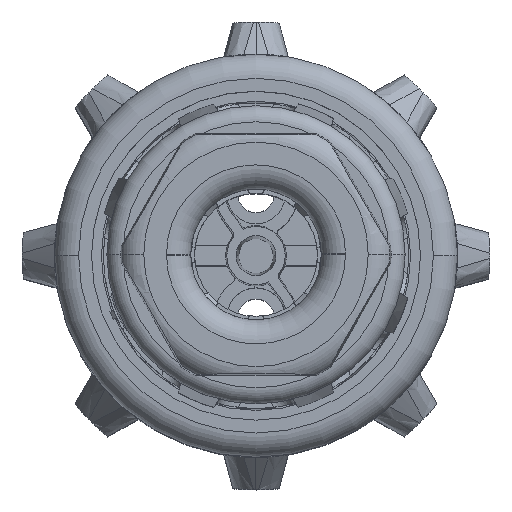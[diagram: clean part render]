
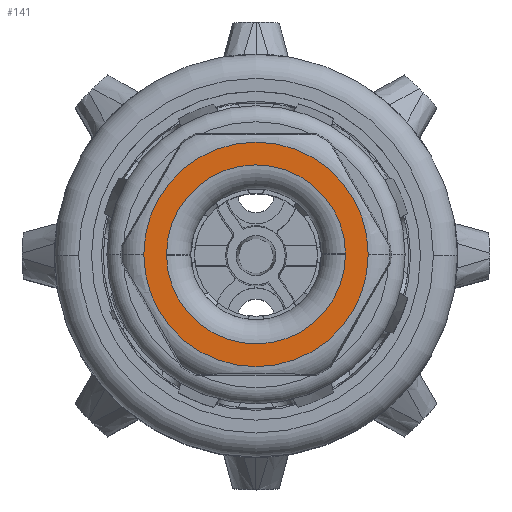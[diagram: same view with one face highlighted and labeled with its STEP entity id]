
A CAD part, top view. The second image highlights one B-rep face of the part: STEP entity #141.
In plain terms, the highlighted planar face has unit normal (0, 0, 1).
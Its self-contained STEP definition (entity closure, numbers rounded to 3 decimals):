
#141=ADVANCED_FACE('',(#4115,#4116),#4117,.T.);
#4115=FACE_OUTER_BOUND('',#12092,.T.);
#4116=FACE_BOUND('',#12093,.T.);
#4117=PLANE('',#12094);
#12092=EDGE_LOOP('',(#24704,#24705));
#12093=EDGE_LOOP('',(#24706,#24707,#24708,#24709));
#12094=AXIS2_PLACEMENT_3D('',#24710,#24711,#24712);
#24704=ORIENTED_EDGE('',*,*,#57579,.T.);
#24705=ORIENTED_EDGE('',*,*,#57580,.T.);
#24706=ORIENTED_EDGE('',*,*,#57581,.T.);
#24707=ORIENTED_EDGE('',*,*,#56909,.T.);
#24708=ORIENTED_EDGE('',*,*,#57582,.T.);
#24709=ORIENTED_EDGE('',*,*,#56912,.T.);
#24710=CARTESIAN_POINT('',(0.0,0.0,27.0));
#24711=DIRECTION('',(0.0,0.0,1.0));
#24712=DIRECTION('',(1.0,0.0,0.0));
#56909=EDGE_CURVE('',#68279,#68277,#68280,.T.);
#56912=EDGE_CURVE('',#68284,#68282,#68285,.T.);
#57579=EDGE_CURVE('',#69579,#69581,#69583,.T.);
#57580=EDGE_CURVE('',#69581,#69579,#69584,.T.);
#57581=EDGE_CURVE('',#68282,#68279,#69585,.T.);
#57582=EDGE_CURVE('',#68277,#68284,#69586,.T.);
#68277=VERTEX_POINT('',#87247);
#68279=VERTEX_POINT('',#87249);
#68280=CIRCLE('',#87250,11.105);
#68282=VERTEX_POINT('',#87252);
#68284=VERTEX_POINT('',#87254);
#68285=CIRCLE('',#87255,11.105);
#69579=VERTEX_POINT('',#90052);
#69581=VERTEX_POINT('',#90054);
#69583=CIRCLE('',#90056,13.922);
#69584=CIRCLE('',#90057,13.922);
#69585=CIRCLE('',#90058,11.105);
#69586=CIRCLE('',#90059,11.105);
#87247=CARTESIAN_POINT('',(11.105,0.0,27.0));
#87249=CARTESIAN_POINT('',(11.104,0.165,27.0));
#87250=AXIS2_PLACEMENT_3D('',#121549,#121550,#121551);
#87252=CARTESIAN_POINT('',(-11.105,0.0,27.0));
#87254=CARTESIAN_POINT('',(-11.104,-0.165,27.0));
#87255=AXIS2_PLACEMENT_3D('',#121558,#121559,#121560);
#90052=CARTESIAN_POINT('',(13.922,0.0,27.0));
#90054=CARTESIAN_POINT('',(-13.922,0.0,27.0));
#90056=AXIS2_PLACEMENT_3D('',#122124,#122125,#122126);
#90057=AXIS2_PLACEMENT_3D('',#122127,#122128,#122129);
#90058=AXIS2_PLACEMENT_3D('',#122130,#122131,#122132);
#90059=AXIS2_PLACEMENT_3D('',#122133,#122134,#122135);
#121549=CARTESIAN_POINT('',(0.0,0.0,27.0));
#121550=DIRECTION('',(0.0,0.0,-1.0));
#121551=DIRECTION('',(-1.0,0.0,0.0));
#121558=CARTESIAN_POINT('',(0.0,0.0,27.0));
#121559=DIRECTION('',(0.0,0.0,-1.0));
#121560=DIRECTION('',(1.0,0.0,0.0));
#122124=CARTESIAN_POINT('',(0.0,0.0,27.0));
#122125=DIRECTION('',(0.0,0.0,1.0));
#122126=DIRECTION('',(1.0,0.0,0.0));
#122127=CARTESIAN_POINT('',(0.0,0.0,27.0));
#122128=DIRECTION('',(0.0,0.0,1.0));
#122129=DIRECTION('',(-1.0,0.0,0.0));
#122130=CARTESIAN_POINT('',(0.0,0.0,27.0));
#122131=DIRECTION('',(0.0,0.0,-1.0));
#122132=DIRECTION('',(-1.0,0.0,0.0));
#122133=CARTESIAN_POINT('',(0.0,0.0,27.0));
#122134=DIRECTION('',(0.0,0.0,-1.0));
#122135=DIRECTION('',(1.0,0.0,0.0));
